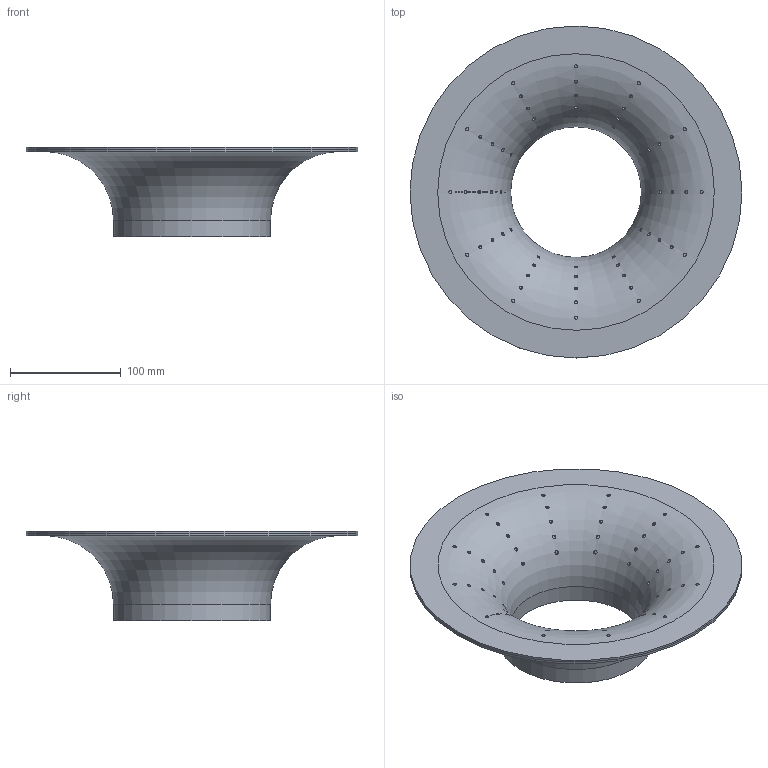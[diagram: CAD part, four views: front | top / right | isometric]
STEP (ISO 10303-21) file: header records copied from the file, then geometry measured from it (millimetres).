
FILE_DESCRIPTION(/* description */ (''),/* implementation_level */ '2;1');
FILE_NAME(/* name */ 'Biogen_Retorte-klein.stp',/* time_stamp */ '2024-05-03T17:00:20+02:00',/* author */ ('Leo'),/* organization */ (''),/* preprocessor_version */ 'ST-DEVELOPER v17',/* originating_system */ 'Autodesk Inventor 2018',/* authorisation */ '');
FILE_SCHEMA (('AUTOMOTIVE_DESIGN { 1 0 10303 214 3 1 1 }'));
Length unit declared in the file: millimetre
Products named in the file (1): Biogen_Retorte-klein
Bounding box: 300 x 300 x 81 mm (x, y, z)
Volume: 319875.9 mm3; surface area: 326397.9 mm2
Topology: 2 solids, 2 shells, 82 faces, 400 edges, 310 vertices
Faces by surface type: cylinder 66, torus 10, plane 6
Full cylindrical faces by diameter (mm): 3 x60, 118 x1, 122 x1, 138 x1, 142 x1, 300 x2
Entity records: 10410 total; most frequent: CARTESIAN_POINT 7335, ORIENTED_EDGE 800, EDGE_CURVE 400, DIRECTION 356, VERTEX_POINT 310, B_SPLINE_CURVE_WITH_KNOTS 272, EDGE_LOOP 194, AXIS2_PLACEMENT_3D 145
